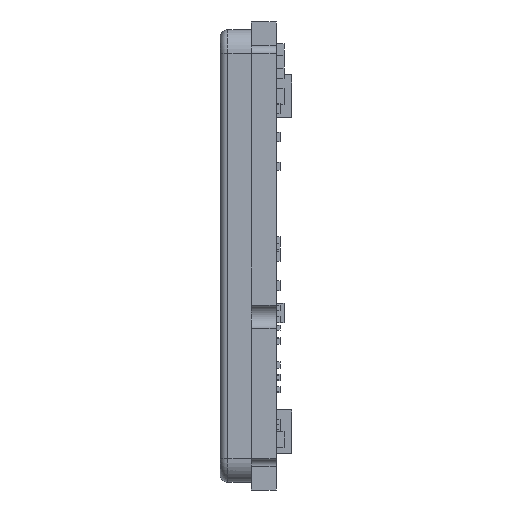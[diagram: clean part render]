
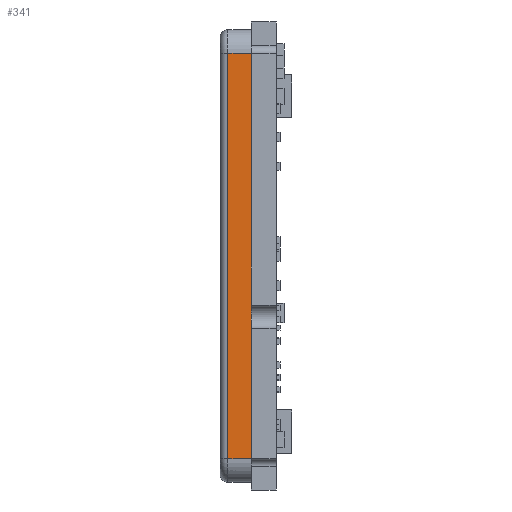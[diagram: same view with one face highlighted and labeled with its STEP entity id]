
A CAD part, left-side view. The second image highlights one B-rep face of the part: STEP entity #341.
In plain terms, the highlighted planar face has unit normal (-1, 0, 0).
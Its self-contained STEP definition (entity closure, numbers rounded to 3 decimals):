
#341 = ADVANCED_FACE ( 'NONE', ( #9158 ), #2644, .F. ) ;
#653 = VECTOR ( 'NONE', #16702, 1000. ) ;
#706 = VECTOR ( 'NONE', #6916, 1000. ) ;
#828 = VECTOR ( 'NONE', #2773, 1000. ) ;
#1357 = DIRECTION ( 'NONE',  ( 0., 0., -1. ) ) ;
#1829 = DIRECTION ( 'NONE',  ( 0., 0., 1. ) ) ;
#2048 = ORIENTED_EDGE ( 'NONE', *, *, #2845, .T. ) ;
#2644 = PLANE ( 'NONE',  #9995 ) ;
#2773 = DIRECTION ( 'NONE',  ( 0., -1., 0. ) ) ;
#2845 = EDGE_CURVE ( 'NONE', #8973, #8458, #11918, .T. ) ;
#2883 = LINE ( 'NONE', #5621, #706 ) ;
#3100 = ORIENTED_EDGE ( 'NONE', *, *, #3474, .T. ) ;
#3474 = EDGE_CURVE ( 'NONE', #8458, #15603, #4845, .T. ) ;
#4567 = VERTEX_POINT ( 'NONE', #12879 ) ;
#4845 = LINE ( 'NONE', #15176, #653 ) ;
#5034 = EDGE_CURVE ( 'NONE', #4567, #8973, #10797, .T. ) ;
#5621 = CARTESIAN_POINT ( 'NONE',  ( -21., 1.5, -13. ) ) ;
#6916 = DIRECTION ( 'NONE',  ( 0., 0., -1. ) ) ;
#8008 = CARTESIAN_POINT ( 'NONE',  ( -21., 0., -14.5 ) ) ;
#8123 = ORIENTED_EDGE ( 'NONE', *, *, #5034, .T. ) ;
#8458 = VERTEX_POINT ( 'NONE', #11883 ) ;
#8973 = VERTEX_POINT ( 'NONE', #10707 ) ;
#9158 = FACE_OUTER_BOUND ( 'NONE', #13754, .T. ) ;
#9441 = CARTESIAN_POINT ( 'NONE',  ( -21., 1.5, 13. ) ) ;
#9790 = VECTOR ( 'NONE', #1829, 1000. ) ;
#9995 = AXIS2_PLACEMENT_3D ( 'NONE', #10180, #13048, #1357 ) ;
#10180 = CARTESIAN_POINT ( 'NONE',  ( -21., 2., -14.5 ) ) ;
#10707 = CARTESIAN_POINT ( 'NONE',  ( -21., 0., -13. ) ) ;
#10797 = LINE ( 'NONE', #15830, #828 ) ;
#11369 = ORIENTED_EDGE ( 'NONE', *, *, #13933, .T. ) ;
#11883 = CARTESIAN_POINT ( 'NONE',  ( -21., 0., 13. ) ) ;
#11918 = LINE ( 'NONE', #8008, #9790 ) ;
#12879 = CARTESIAN_POINT ( 'NONE',  ( -21., 1.5, -13. ) ) ;
#13048 = DIRECTION ( 'NONE',  ( 1., 0., 0. ) ) ;
#13754 = EDGE_LOOP ( 'NONE', ( #3100, #11369, #8123, #2048 ) ) ;
#13933 = EDGE_CURVE ( 'NONE', #15603, #4567, #2883, .T. ) ;
#15176 = CARTESIAN_POINT ( 'NONE',  ( -21., 2., 13. ) ) ;
#15603 = VERTEX_POINT ( 'NONE', #9441 ) ;
#15830 = CARTESIAN_POINT ( 'NONE',  ( -21., 0., -13. ) ) ;
#16702 = DIRECTION ( 'NONE',  ( 0., 1., 0. ) ) ;
